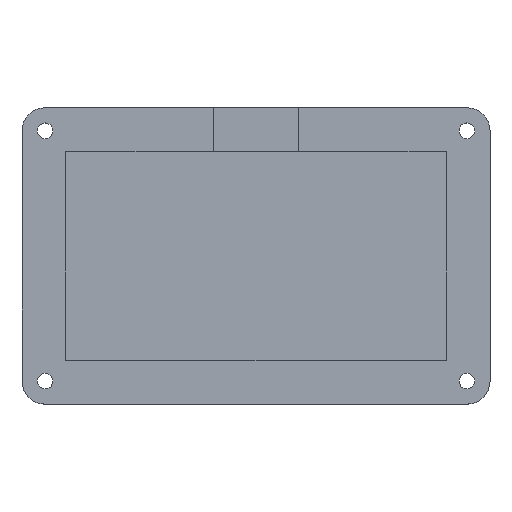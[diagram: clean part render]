
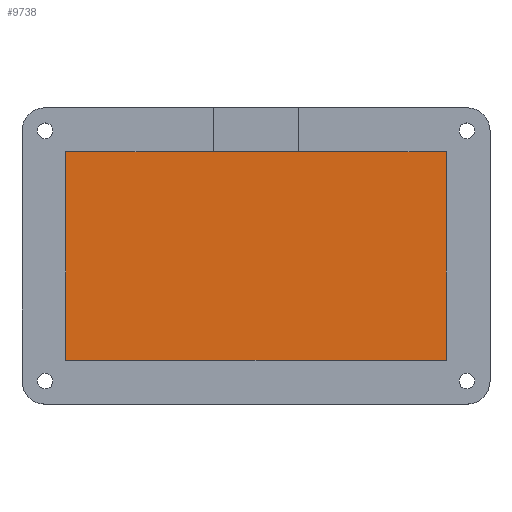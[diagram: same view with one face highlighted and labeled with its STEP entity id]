
A CAD part, top view. The second image highlights one B-rep face of the part: STEP entity #9738.
In plain terms, the highlighted planar face has unit normal (0, 0, 1).
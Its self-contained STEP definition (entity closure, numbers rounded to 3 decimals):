
#299=PLANE('',#9986);
#811=FACE_OUTER_BOUND('',#1376,.T.);
#1376=EDGE_LOOP('',(#8803,#8804,#8805,#8806));
#2191=LINE('',#19249,#3012);
#2192=LINE('',#19251,#3013);
#2193=LINE('',#19253,#3014);
#2194=LINE('',#19254,#3015);
#3012=VECTOR('',#11222,10.);
#3013=VECTOR('',#11223,10.);
#3014=VECTOR('',#11224,10.);
#3015=VECTOR('',#11225,10.);
#4580=VERTEX_POINT('',#19247);
#4581=VERTEX_POINT('',#19248);
#4582=VERTEX_POINT('',#19250);
#4583=VERTEX_POINT('',#19252);
#5999=EDGE_CURVE('',#4580,#4581,#2191,.T.);
#6000=EDGE_CURVE('',#4582,#4580,#2192,.T.);
#6001=EDGE_CURVE('',#4583,#4582,#2193,.T.);
#6002=EDGE_CURVE('',#4581,#4583,#2194,.T.);
#8803=ORIENTED_EDGE('',*,*,#5999,.F.);
#8804=ORIENTED_EDGE('',*,*,#6000,.F.);
#8805=ORIENTED_EDGE('',*,*,#6001,.F.);
#8806=ORIENTED_EDGE('',*,*,#6002,.F.);
#9738=ADVANCED_FACE('',(#811),#299,.T.);
#9986=AXIS2_PLACEMENT_3D('',#19246,#11220,#11221);
#11220=DIRECTION('center_axis',(0.,0.,1.));
#11221=DIRECTION('ref_axis',(1.,0.,0.));
#11222=DIRECTION('',(-1.,0.,0.));
#11223=DIRECTION('',(0.,-1.,0.));
#11224=DIRECTION('',(1.,0.,0.));
#11225=DIRECTION('',(0.,1.,0.));
#19246=CARTESIAN_POINT('Origin',(26.2,-12.61,3.));
#19247=CARTESIAN_POINT('',(67.4,-35.22,3.));
#19248=CARTESIAN_POINT('',(-15.,-35.22,3.));
#19249=CARTESIAN_POINT('',(46.8,-35.22,3.));
#19250=CARTESIAN_POINT('',(67.4,10.,3.));
#19251=CARTESIAN_POINT('',(67.4,-1.305,3.));
#19252=CARTESIAN_POINT('',(-15.,10.,3.));
#19253=CARTESIAN_POINT('',(5.6,10.,3.));
#19254=CARTESIAN_POINT('',(-15.,-23.915,3.));
